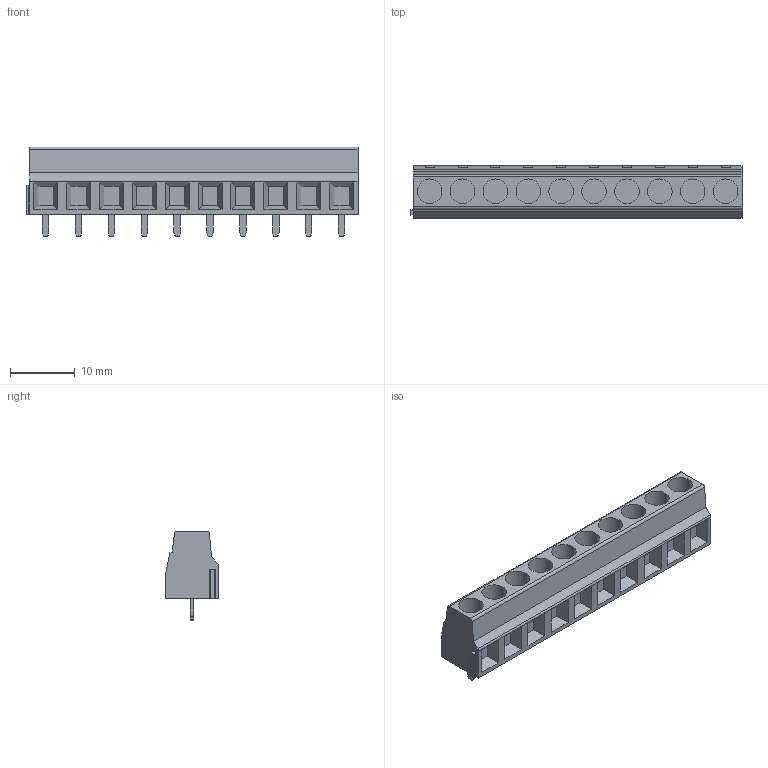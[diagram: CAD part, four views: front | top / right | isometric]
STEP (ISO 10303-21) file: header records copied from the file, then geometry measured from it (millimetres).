
FILE_DESCRIPTION(('CATIA V5 STEP Exchange','CAx-IF Rec.Pracs.--- Model Styling and Organization---1.2---2011-12-15'),'2;1');
FILE_NAME ('D1458997_0_1912910000_1912910000.stp','2018-08-31T15:16:59+00:00',('none'),('Weidmueller'),'CATIA Version 5-6 Release 2014','CATIA V5 STEP AP214','none');
FILE_SCHEMA(('AUTOMOTIVE_DESIGN { 1 0 10303 214 1 1 1 1 }'));
Length unit declared in the file: millimetre
Products named in the file (1): 1912910000
Bounding box: 51.3 x 8.1 x 13.9 mm (x, y, z)
Volume: 3213.1 mm3; surface area: 2586.2 mm2
Topology: 11 solids, 11 shells, 247 faces, 615 edges, 410 vertices
Faces by surface type: plane 199, cylinder 48
Entity records: 6893 total; most frequent: CARTESIAN_POINT 1258, ORIENTED_EDGE 1230, DIRECTION 959, EDGE_CURVE 615, VECTOR 479, LINE 479, VERTEX_POINT 410, AXIS2_PLACEMENT_3D 289
